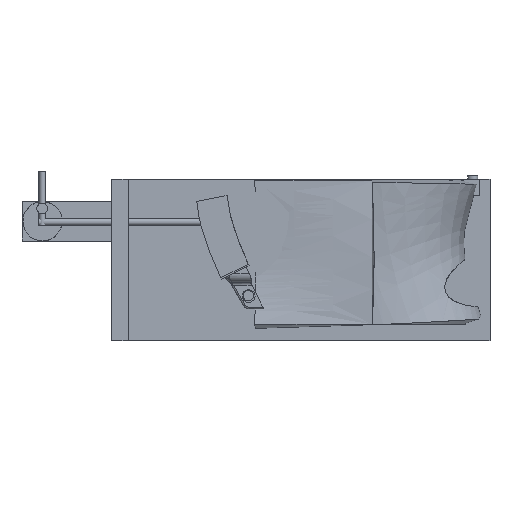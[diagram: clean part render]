
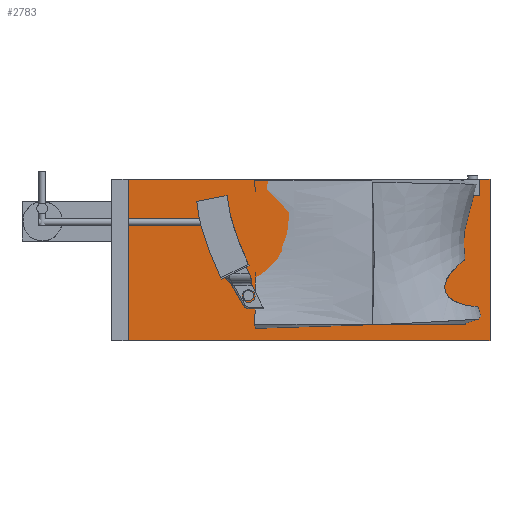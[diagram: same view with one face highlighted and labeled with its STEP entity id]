
A CAD part, left-side view. The second image highlights one B-rep face of the part: STEP entity #2783.
In plain terms, the highlighted planar face has unit normal (-1, 0, 0).
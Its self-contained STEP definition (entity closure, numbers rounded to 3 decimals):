
#71=FACE_BOUND('',#515,.T.);
#134=CIRCLE('',#3087,1.543);
#135=CIRCLE('',#3088,1.543);
#380=FACE_OUTER_BOUND('',#514,.T.);
#514=EDGE_LOOP('',(#2477,#2478,#2479,#2480));
#515=EDGE_LOOP('',(#2481,#2482));
#664=LINE('',#25553,#829);
#674=LINE('',#25573,#839);
#679=LINE('',#25582,#844);
#681=LINE('',#25586,#846);
#829=VECTOR('',#3455,10.);
#839=VECTOR('',#3471,10.);
#844=VECTOR('',#3478,10.);
#846=VECTOR('',#3484,10.);
#1477=VERTEX_POINT('',#25538);
#1478=VERTEX_POINT('',#25540);
#1481=VERTEX_POINT('',#25551);
#1482=VERTEX_POINT('',#25552);
#1489=VERTEX_POINT('',#25572);
#1492=VERTEX_POINT('',#25580);
#1924=EDGE_CURVE('',#1478,#1477,#134,.T.);
#1925=EDGE_CURVE('',#1477,#1478,#135,.T.);
#1929=EDGE_CURVE('',#1481,#1482,#664,.F.);
#1939=EDGE_CURVE('',#1481,#1489,#674,.F.);
#1944=EDGE_CURVE('',#1492,#1482,#679,.T.);
#1946=EDGE_CURVE('',#1489,#1492,#681,.T.);
#2477=ORIENTED_EDGE('',*,*,#1929,.T.);
#2478=ORIENTED_EDGE('',*,*,#1944,.F.);
#2479=ORIENTED_EDGE('',*,*,#1946,.F.);
#2480=ORIENTED_EDGE('',*,*,#1939,.F.);
#2481=ORIENTED_EDGE('',*,*,#1924,.T.);
#2482=ORIENTED_EDGE('',*,*,#1925,.T.);
#2665=PLANE('',#3100);
#2783=ADVANCED_FACE('',(#380,#71),#2665,.F.);
#3087=AXIS2_PLACEMENT_3D('',#25541,#3440,#3441);
#3088=AXIS2_PLACEMENT_3D('',#25542,#3442,#3443);
#3100=AXIS2_PLACEMENT_3D('',#25587,#3485,#3486);
#3440=DIRECTION('center_axis',(1.,0.,0.));
#3441=DIRECTION('ref_axis',(0.,0.,1.));
#3442=DIRECTION('center_axis',(1.,0.,0.));
#3443=DIRECTION('ref_axis',(0.,0.,1.));
#3455=DIRECTION('',(0.,0.,1.));
#3471=DIRECTION('',(0.,1.,0.));
#3478=DIRECTION('',(0.,1.,0.));
#3484=DIRECTION('',(0.,0.,-1.));
#3485=DIRECTION('center_axis',(1.,0.,0.));
#3486=DIRECTION('ref_axis',(0.,0.,-1.));
#25538=CARTESIAN_POINT('',(26.905,37.,-96.543));
#25540=CARTESIAN_POINT('',(26.905,37.,-93.457));
#25541=CARTESIAN_POINT('Origin',(26.905,37.,-95.));
#25542=CARTESIAN_POINT('Origin',(26.905,37.,-95.));
#25551=CARTESIAN_POINT('',(26.905,72.817,-60.252));
#25552=CARTESIAN_POINT('',(26.905,72.817,-108.452));
#25553=CARTESIAN_POINT('',(26.905,72.817,-65.952));
#25572=CARTESIAN_POINT('',(26.905,-35.183,-60.252));
#25573=CARTESIAN_POINT('',(26.905,0.317,-60.252));
#25580=CARTESIAN_POINT('',(26.905,-35.183,-108.452));
#25582=CARTESIAN_POINT('',(26.905,0.317,-108.452));
#25586=CARTESIAN_POINT('',(26.905,-35.183,-65.952));
#25587=CARTESIAN_POINT('Origin',(26.905,0.317,-65.952));
